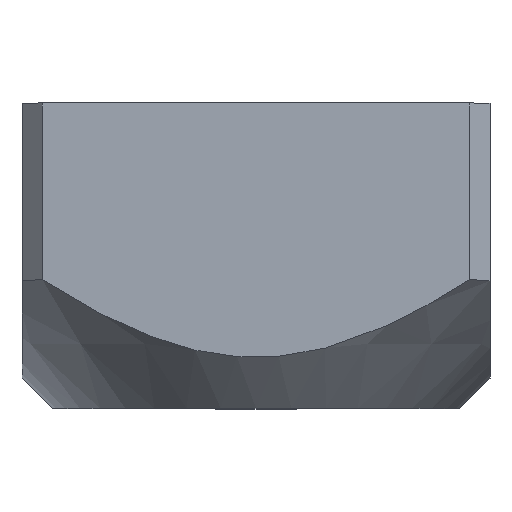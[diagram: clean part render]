
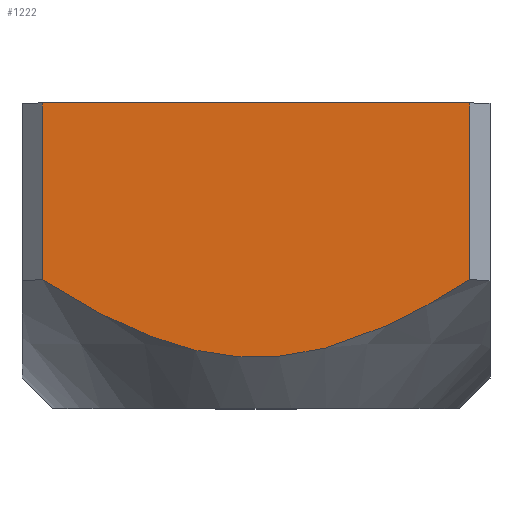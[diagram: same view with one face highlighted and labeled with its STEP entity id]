
A CAD part, top view. The second image highlights one B-rep face of the part: STEP entity #1222.
In plain terms, the highlighted planar face has unit normal (0, 0, 1).
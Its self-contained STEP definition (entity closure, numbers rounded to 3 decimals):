
#334=DIRECTION('',(1.,0.,0.));
#335=VECTOR('',#334,42.);
#336=CARTESIAN_POINT('',(-21.,30.,25.));
#337=LINE('',#336,#335);
#378=CARTESIAN_POINT('',(-21.,12.65,25.));
#391=CARTESIAN_POINT('',(21.,12.65,25.));
#396=DIRECTION('',(0.,-1.,0.));
#397=VECTOR('',#396,17.35);
#398=CARTESIAN_POINT('',(-21.,30.,25.));
#399=LINE('',#398,#397);
#403=DIRECTION('',(0.,-1.,0.));
#404=VECTOR('',#403,17.35);
#405=CARTESIAN_POINT('',(21.,30.,25.));
#406=LINE('',#405,#404);
#410=CARTESIAN_POINT('',(21.,12.65,25.));
#411=CARTESIAN_POINT('',(19.711,11.82,25.));
#412=CARTESIAN_POINT('',(17.244,10.324,25.));
#413=CARTESIAN_POINT('',(13.925,8.572,25.));
#414=CARTESIAN_POINT('',(10.898,7.228,25.));
#415=CARTESIAN_POINT('',(8.059,6.223,25.));
#416=CARTESIAN_POINT('',(5.325,5.515,25.));
#417=CARTESIAN_POINT('',(2.647,5.093,25.));
#418=CARTESIAN_POINT('',(-0.007,4.953,25.));
#419=CARTESIAN_POINT('',(-2.661,5.095,25.));
#420=CARTESIAN_POINT('',(-5.338,5.518,25.));
#421=CARTESIAN_POINT('',(-8.071,6.226,25.));
#422=CARTESIAN_POINT('',(-10.909,7.233,25.));
#423=CARTESIAN_POINT('',(-13.936,8.578,25.));
#424=CARTESIAN_POINT('',(-17.249,10.328,25.));
#425=CARTESIAN_POINT('',(-19.713,11.822,25.));
#426=CARTESIAN_POINT('',(-21.,12.65,25.));
#904=VERTEX_POINT('',#378);
#908=CARTESIAN_POINT('',(-21.,30.,25.));
#909=VERTEX_POINT('',#908);
#911=VERTEX_POINT('',#391);
#912=CARTESIAN_POINT('',(21.,30.,25.));
#913=VERTEX_POINT('',#912);
#1210=CARTESIAN_POINT('',(-23.,0.,25.));
#1211=DIRECTION('',(0.,0.,1.));
#1212=DIRECTION('',(1.,0.,0.));
#1213=AXIS2_PLACEMENT_3D('',#1210,#1211,#1212);
#1214=PLANE('',#1213);
#1215=ORIENTED_EDGE('',*,*,#1183,.F.);
#1216=ORIENTED_EDGE('',*,*,#1138,.T.);
#1218=ORIENTED_EDGE('',*,*,#1217,.T.);
#1219=ORIENTED_EDGE('',*,*,#1194,.T.);
#1220=EDGE_LOOP('',(#1215,#1216,#1218,#1219));
#1221=FACE_OUTER_BOUND('',#1220,.F.);
#1222=ADVANCED_FACE('',(#1221),#1214,.T.);
#427=B_SPLINE_CURVE_WITH_KNOTS('',3,(#410,#411,#412,#413,#414,#415,#416,#417,
#418,#419,#420,#421,#422,#423,#424,#425,#426),.UNSPECIFIED.,.F.,.F.,(4,1,1,1,1,
1,1,1,1,1,1,1,1,1,4),(0.,0.071,0.143,
0.214,0.286,0.357,0.429,0.5,
0.571,0.643,0.714,0.786,
0.857,0.929,1.),.UNSPECIFIED.);
#1138=EDGE_CURVE('',#909,#913,#337,.T.);
#1183=EDGE_CURVE('',#909,#904,#399,.T.);
#1194=EDGE_CURVE('',#911,#904,#427,.T.);
#1217=EDGE_CURVE('',#913,#911,#406,.T.);
